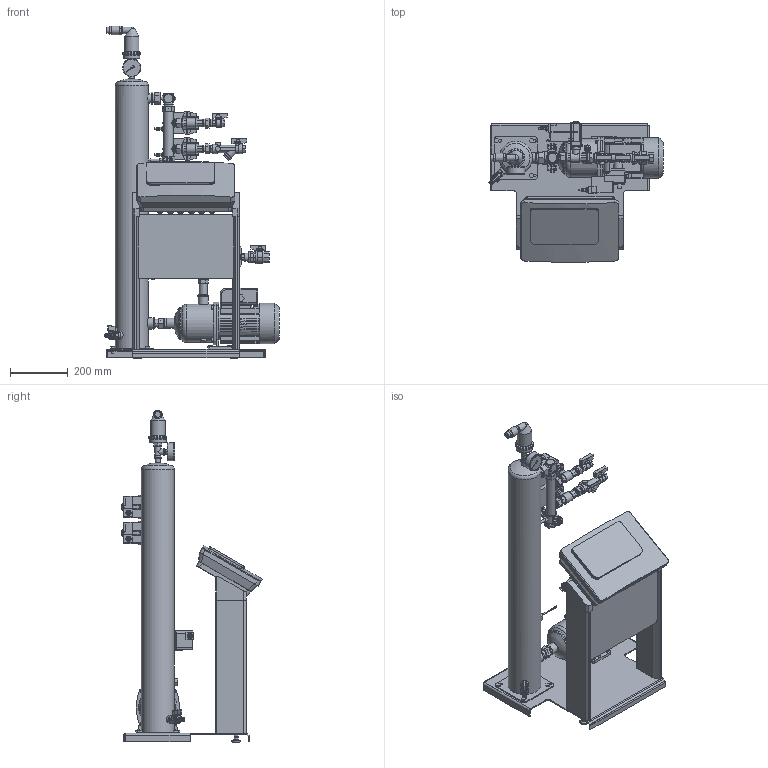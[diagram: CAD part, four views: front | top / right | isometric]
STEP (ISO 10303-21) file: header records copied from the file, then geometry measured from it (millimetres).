
FILE_DESCRIPTION(/* description */ (''),/* implementation_level */ '2;1');
FILE_NAME(/* name */ '3d_Reflex''Servitec60Basic''90°C-8831200.stp',/* time_stamp */ '2020-02-20T09:29:11+01:00',/* author */ ('Andrzej'),/* organization */ (''),/* preprocessor_version */ 'ST-DEVELOPER v16.13',/* originating_system */ 'AutoCAD Mechanical',/* authorisation */ '');
FILE_SCHEMA (('AUTOMOTIVE_DESIGN { 1 0 10303 214 3 1 1 }'));
Products named in the file (1): Product
Bounding box: 604.72 x 485.28 x 1150 mm (x, y, z)
Volume: 27459855.1 mm3; surface area: 2513522.8 mm2
Topology: 111 solids, 113 shells, 3721 faces, 9327 edges, 6102 vertices
Faces by surface type: plane 2964, cylinder 631, torus 56, cone 53, bspline 9, sphere 8
Full cylindrical faces by diameter (mm): 1 x1, 1.5 x2, 2 x1, 3.5 x1, 4 x1, 5 x6, 6 x8, 6.2 x2, 8 x12, 8.4 x2, 8.5 x2, 8.612 x1, 9 x1, 10 x13, 10.065 x1, 10.5 x8, 11 x8, 11.5 x4, 13 x5, 14 x1, 14.63 x2, 15 x2, 16 x16, 16.662 x1, 16.75 x1, 17 x8, 17.2 x1, 17.5 x8, 17.869 x2, 18 x5
Entity records: 111393 total; most frequent: CARTESIAN_POINT 22903, ORIENTED_EDGE 17952, DIRECTION 17578, EDGE_CURVE 8976, LINE 7330, VECTOR 7330, VERTEX_POINT 6038, AXIS2_PLACEMENT_3D 5124
